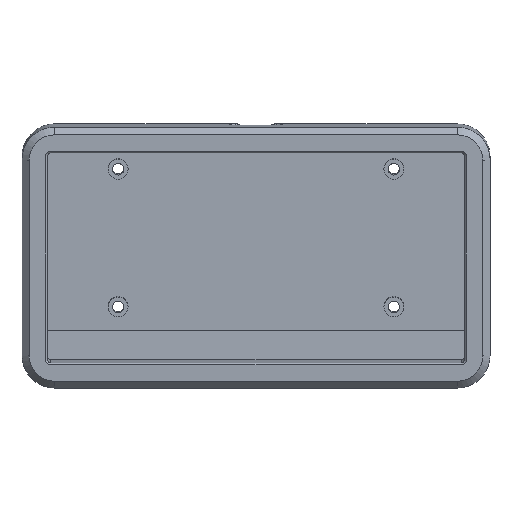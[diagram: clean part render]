
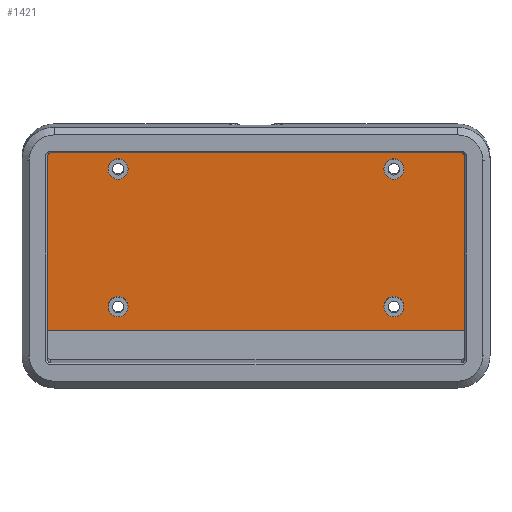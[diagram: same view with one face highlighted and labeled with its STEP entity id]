
A CAD part, top view. The second image highlights one B-rep face of the part: STEP entity #1421.
In plain terms, the highlighted planar face has unit normal (0, -0.052, 0.999).
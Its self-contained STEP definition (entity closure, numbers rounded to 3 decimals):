
#66=FACE_BOUND('',#239,.T.);
#67=FACE_BOUND('',#240,.T.);
#68=FACE_BOUND('',#241,.T.);
#69=FACE_BOUND('',#242,.T.);
#89=PLANE('',#1539);
#147=FACE_OUTER_BOUND('',#238,.T.);
#238=EDGE_LOOP('',(#1091,#1092,#1093,#1094,#1095,#1096,#1097,#1098,#1099,
#1100));
#239=EDGE_LOOP('',(#1101));
#240=EDGE_LOOP('',(#1102));
#241=EDGE_LOOP('',(#1103));
#242=EDGE_LOOP('',(#1104));
#349=LINE('',#2229,#477);
#352=LINE('',#2239,#480);
#353=LINE('',#2241,#481);
#354=LINE('',#2245,#482);
#355=LINE('',#2247,#483);
#356=LINE('',#2249,#484);
#357=LINE('',#2253,#485);
#358=LINE('',#2254,#486);
#477=VECTOR('',#1773,10.);
#480=VECTOR('',#1782,10.);
#481=VECTOR('',#1783,10.);
#482=VECTOR('',#1786,10.);
#483=VECTOR('',#1787,10.);
#484=VECTOR('',#1788,10.);
#485=VECTOR('',#1791,10.);
#486=VECTOR('',#1792,10.);
#567=CIRCLE('',#1490,2.75);
#569=CIRCLE('',#1494,2.75);
#571=CIRCLE('',#1498,2.75);
#573=CIRCLE('',#1502,2.75);
#591=CIRCLE('',#1540,1.);
#592=CIRCLE('',#1541,1.);
#621=VERTEX_POINT('',#2029);
#623=VERTEX_POINT('',#2036);
#625=VERTEX_POINT('',#2043);
#627=VERTEX_POINT('',#2050);
#666=VERTEX_POINT('',#2226);
#667=VERTEX_POINT('',#2228);
#671=VERTEX_POINT('',#2238);
#672=VERTEX_POINT('',#2240);
#673=VERTEX_POINT('',#2242);
#674=VERTEX_POINT('',#2244);
#675=VERTEX_POINT('',#2246);
#676=VERTEX_POINT('',#2248);
#677=VERTEX_POINT('',#2250);
#678=VERTEX_POINT('',#2252);
#753=EDGE_CURVE('',#621,#621,#567,.T.);
#756=EDGE_CURVE('',#623,#623,#569,.T.);
#759=EDGE_CURVE('',#625,#625,#571,.T.);
#762=EDGE_CURVE('',#627,#627,#573,.T.);
#821=EDGE_CURVE('',#667,#666,#349,.T.);
#826=EDGE_CURVE('',#671,#666,#352,.T.);
#827=EDGE_CURVE('',#671,#672,#353,.T.);
#828=EDGE_CURVE('',#672,#673,#591,.T.);
#829=EDGE_CURVE('',#673,#674,#354,.T.);
#830=EDGE_CURVE('',#674,#675,#355,.T.);
#831=EDGE_CURVE('',#675,#676,#356,.T.);
#832=EDGE_CURVE('',#676,#677,#592,.T.);
#833=EDGE_CURVE('',#677,#678,#357,.T.);
#834=EDGE_CURVE('',#678,#667,#358,.T.);
#1091=ORIENTED_EDGE('',*,*,#821,.T.);
#1092=ORIENTED_EDGE('',*,*,#826,.F.);
#1093=ORIENTED_EDGE('',*,*,#827,.T.);
#1094=ORIENTED_EDGE('',*,*,#828,.T.);
#1095=ORIENTED_EDGE('',*,*,#829,.T.);
#1096=ORIENTED_EDGE('',*,*,#830,.T.);
#1097=ORIENTED_EDGE('',*,*,#831,.T.);
#1098=ORIENTED_EDGE('',*,*,#832,.T.);
#1099=ORIENTED_EDGE('',*,*,#833,.T.);
#1100=ORIENTED_EDGE('',*,*,#834,.T.);
#1101=ORIENTED_EDGE('',*,*,#753,.T.);
#1102=ORIENTED_EDGE('',*,*,#756,.T.);
#1103=ORIENTED_EDGE('',*,*,#759,.T.);
#1104=ORIENTED_EDGE('',*,*,#762,.T.);
#1421=ADVANCED_FACE('',(#147,#66,#67,#68,#69),#89,.F.);
#1490=AXIS2_PLACEMENT_3D('',#2030,#1641,#1642);
#1494=AXIS2_PLACEMENT_3D('',#2037,#1650,#1651);
#1498=AXIS2_PLACEMENT_3D('',#2044,#1659,#1660);
#1502=AXIS2_PLACEMENT_3D('',#2051,#1668,#1669);
#1539=AXIS2_PLACEMENT_3D('',#2237,#1780,#1781);
#1540=AXIS2_PLACEMENT_3D('',#2243,#1784,#1785);
#1541=AXIS2_PLACEMENT_3D('',#2251,#1789,#1790);
#1641=DIRECTION('center_axis',(0.,0.052,
-0.999));
#1642=DIRECTION('ref_axis',(1.,0.,0.));
#1650=DIRECTION('center_axis',(0.,0.052,
-0.999));
#1651=DIRECTION('ref_axis',(1.,0.,0.));
#1659=DIRECTION('center_axis',(0.,0.052,
-0.999));
#1660=DIRECTION('ref_axis',(1.,0.,0.));
#1668=DIRECTION('center_axis',(0.,0.052,
-0.999));
#1669=DIRECTION('ref_axis',(1.,0.,0.));
#1773=DIRECTION('',(-1.,0.,0.));
#1780=DIRECTION('center_axis',(0.,0.052,
-0.999));
#1781=DIRECTION('ref_axis',(1.,0.,0.));
#1782=DIRECTION('',(0.,0.999,0.052));
#1783=DIRECTION('',(-1.,0.,0.));
#1784=DIRECTION('center_axis',(0.,-0.052,
0.999));
#1785=DIRECTION('ref_axis',(-0.707,0.706,0.037));
#1786=DIRECTION('',(0.,-0.999,-0.052));
#1787=DIRECTION('',(1.,0.,0.));
#1788=DIRECTION('',(0.,0.999,0.052));
#1789=DIRECTION('center_axis',(0.,-0.052,
0.999));
#1790=DIRECTION('ref_axis',(0.707,0.706,0.037));
#1791=DIRECTION('',(-1.,0.,0.));
#1792=DIRECTION('',(0.,0.999,0.052));
#2029=CARTESIAN_POINT('',(16.3,14.351,-2.317));
#2030=CARTESIAN_POINT('Origin',(19.05,14.351,-2.317));
#2036=CARTESIAN_POINT('',(92.5,14.351,-2.317));
#2037=CARTESIAN_POINT('Origin',(95.25,14.351,-2.317));
#2043=CARTESIAN_POINT('',(16.3,52.399,-0.323));
#2044=CARTESIAN_POINT('Origin',(19.05,52.399,-0.323));
#2050=CARTESIAN_POINT('',(92.5,52.399,-0.323));
#2051=CARTESIAN_POINT('Origin',(95.25,52.399,-0.323));
#2226=CARTESIAN_POINT('',(53.975,58.852,0.015));
#2228=CARTESIAN_POINT('',(60.325,58.852,0.015));
#2229=CARTESIAN_POINT('',(57.15,58.852,0.015));
#2237=CARTESIAN_POINT('Origin',(57.15,28.619,-1.57));
#2238=CARTESIAN_POINT('',(53.975,57.654,-0.048));
#2239=CARTESIAN_POINT('',(53.975,57.654,-0.048));
#2240=CARTESIAN_POINT('',(0.5,57.654,-0.048));
#2241=CARTESIAN_POINT('',(85.975,57.654,-0.048));
#2242=CARTESIAN_POINT('',(-0.5,56.655,-0.1));
#2243=CARTESIAN_POINT('Origin',(0.5,56.655,-0.1));
#2244=CARTESIAN_POINT('',(-0.5,7.568,-2.673));
#2245=CARTESIAN_POINT('',(-0.5,43.137,-0.809));
#2246=CARTESIAN_POINT('',(114.8,7.568,-2.673));
#2247=CARTESIAN_POINT('',(57.15,7.568,-2.673));
#2248=CARTESIAN_POINT('',(114.8,56.655,-0.1));
#2249=CARTESIAN_POINT('',(114.8,14.101,-2.33));
#2250=CARTESIAN_POINT('',(113.8,57.654,-0.048));
#2251=CARTESIAN_POINT('Origin',(113.8,56.655,-0.1));
#2252=CARTESIAN_POINT('',(60.325,57.654,-0.048));
#2253=CARTESIAN_POINT('',(85.975,57.654,-0.048));
#2254=CARTESIAN_POINT('',(60.325,57.654,-0.048));
